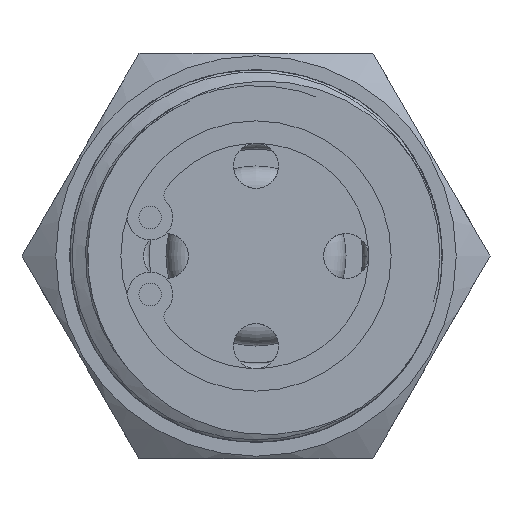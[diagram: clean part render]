
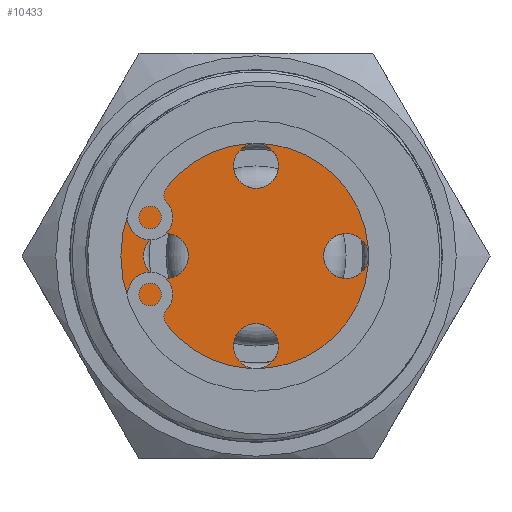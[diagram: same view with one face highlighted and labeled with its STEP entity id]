
A CAD part, front view. The second image highlights one B-rep face of the part: STEP entity #10433.
In plain terms, the highlighted planar face has unit normal (0, -1, 0).
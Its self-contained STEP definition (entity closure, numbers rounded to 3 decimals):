
#10433 = ADVANCED_FACE('',(#10434,#10445,#10456,#10467,#10478),#10489,
  .T.);
#10434 = FACE_BOUND('',#10435,.T.);
#10435 = EDGE_LOOP('',(#10436));
#10436 = ORIENTED_EDGE('',*,*,#10437,.T.);
#10437 = EDGE_CURVE('',#10438,#10438,#10440,.T.);
#10438 = VERTEX_POINT('',#10439);
#10439 = CARTESIAN_POINT('',(-6.,-18.1,0.));
#10440 = CIRCLE('',#10441,6.);
#10441 = AXIS2_PLACEMENT_3D('',#10442,#10443,#10444);
#10442 = CARTESIAN_POINT('',(0.,-18.1,
    0.));
#10443 = DIRECTION('',(0.,-1.,0.));
#10444 = DIRECTION('',(1.,0.,0.));
#10445 = FACE_BOUND('',#10446,.T.);
#10446 = EDGE_LOOP('',(#10447));
#10447 = ORIENTED_EDGE('',*,*,#10448,.T.);
#10448 = EDGE_CURVE('',#10449,#10449,#10451,.T.);
#10449 = VERTEX_POINT('',#10450);
#10450 = CARTESIAN_POINT('',(3.,-18.1,0.));
#10451 = CIRCLE('',#10452,1.);
#10452 = AXIS2_PLACEMENT_3D('',#10453,#10454,#10455);
#10453 = CARTESIAN_POINT('',(4.,-18.1,0.));
#10454 = DIRECTION('',(0.,1.,0.));
#10455 = DIRECTION('',(1.,0.,-0.));
#10456 = FACE_BOUND('',#10457,.T.);
#10457 = EDGE_LOOP('',(#10458));
#10458 = ORIENTED_EDGE('',*,*,#10459,.T.);
#10459 = EDGE_CURVE('',#10460,#10460,#10462,.T.);
#10460 = VERTEX_POINT('',#10461);
#10461 = CARTESIAN_POINT('',(-1.,-18.1,4.));
#10462 = CIRCLE('',#10463,1.);
#10463 = AXIS2_PLACEMENT_3D('',#10464,#10465,#10466);
#10464 = CARTESIAN_POINT('',(0.,-18.1,4.));
#10465 = DIRECTION('',(0.,1.,0.));
#10466 = DIRECTION('',(1.,0.,-0.));
#10467 = FACE_BOUND('',#10468,.T.);
#10468 = EDGE_LOOP('',(#10469));
#10469 = ORIENTED_EDGE('',*,*,#10470,.T.);
#10470 = EDGE_CURVE('',#10471,#10471,#10473,.T.);
#10471 = VERTEX_POINT('',#10472);
#10472 = CARTESIAN_POINT('',(-1.,-18.1,-4.));
#10473 = CIRCLE('',#10474,1.);
#10474 = AXIS2_PLACEMENT_3D('',#10475,#10476,#10477);
#10475 = CARTESIAN_POINT('',(0.,-18.1,-4.)
  );
#10476 = DIRECTION('',(0.,1.,0.));
#10477 = DIRECTION('',(1.,0.,-0.));
#10478 = FACE_BOUND('',#10479,.T.);
#10479 = EDGE_LOOP('',(#10480));
#10480 = ORIENTED_EDGE('',*,*,#10481,.T.);
#10481 = EDGE_CURVE('',#10482,#10482,#10484,.T.);
#10482 = VERTEX_POINT('',#10483);
#10483 = CARTESIAN_POINT('',(-5.,-18.1,0.));
#10484 = CIRCLE('',#10485,1.);
#10485 = AXIS2_PLACEMENT_3D('',#10486,#10487,#10488);
#10486 = CARTESIAN_POINT('',(-4.,-18.1,0.));
#10487 = DIRECTION('',(0.,1.,0.));
#10488 = DIRECTION('',(1.,0.,-0.));
#10489 = PLANE('',#10490);
#10490 = AXIS2_PLACEMENT_3D('',#10491,#10492,#10493);
#10491 = CARTESIAN_POINT('',(0.,-18.1,
    0.));
#10492 = DIRECTION('',(0.,-1.,0.));
#10493 = DIRECTION('',(0.,0.,-1.));
